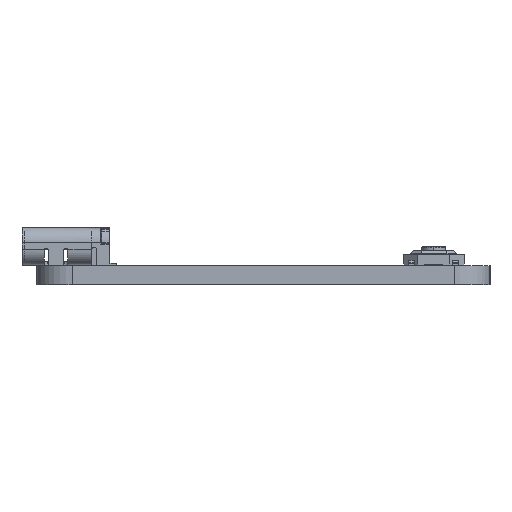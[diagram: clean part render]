
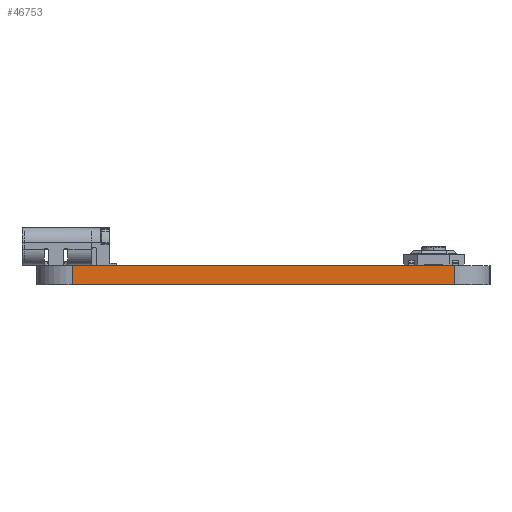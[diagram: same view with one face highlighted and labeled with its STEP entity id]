
A CAD part, left-side view. The second image highlights one B-rep face of the part: STEP entity #46753.
In plain terms, the highlighted planar face has unit normal (-1, 0, 0).
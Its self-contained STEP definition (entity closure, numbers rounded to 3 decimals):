
#40673 = PLANE('',#40674);
#40674 = AXIS2_PLACEMENT_3D('',#40675,#40676,#40677);
#40675 = CARTESIAN_POINT('',(139.77,-65.99,1.6));
#40676 = DIRECTION('',(-0.,-0.,-1.));
#40677 = DIRECTION('',(-1.,0.,0.));
#40727 = PLANE('',#40728);
#40728 = AXIS2_PLACEMENT_3D('',#40729,#40730,#40731);
#40729 = CARTESIAN_POINT('',(139.77,-65.99,0.));
#40730 = DIRECTION('',(-0.,-0.,-1.));
#40731 = DIRECTION('',(-1.,0.,0.));
#40940 = VERTEX_POINT('',#40941);
#40941 = CARTESIAN_POINT('',(64.77,-81.99,0.));
#40960 = CYLINDRICAL_SURFACE('',#40961,3.);
#40961 = AXIS2_PLACEMENT_3D('',#40962,#40963,#40964);
#40962 = CARTESIAN_POINT('',(67.77,-81.99,0.));
#40963 = DIRECTION('',(-0.,-0.,-1.));
#40964 = DIRECTION('',(1.,0.,-0.));
#40972 = EDGE_CURVE('',#40940,#40973,#40975,.T.);
#40973 = VERTEX_POINT('',#40974);
#40974 = CARTESIAN_POINT('',(64.77,-49.99,0.));
#40975 = SURFACE_CURVE('',#40976,(#40980,#40987),.PCURVE_S1.);
#40976 = LINE('',#40977,#40978);
#40977 = CARTESIAN_POINT('',(64.77,-81.99,0.));
#40978 = VECTOR('',#40979,1.);
#40979 = DIRECTION('',(0.,1.,0.));
#40980 = PCURVE('',#40727,#40981);
#40981 = DEFINITIONAL_REPRESENTATION('',(#40982),#40986);
#40982 = LINE('',#40983,#40984);
#40983 = CARTESIAN_POINT('',(75.,-16.));
#40984 = VECTOR('',#40985,1.);
#40985 = DIRECTION('',(0.,1.));
#40986 = ( GEOMETRIC_REPRESENTATION_CONTEXT(2) 
PARAMETRIC_REPRESENTATION_CONTEXT() REPRESENTATION_CONTEXT('2D SPACE',''
  ) );
#40987 = PCURVE('',#40988,#40993);
#40988 = PLANE('',#40989);
#40989 = AXIS2_PLACEMENT_3D('',#40990,#40991,#40992);
#40990 = CARTESIAN_POINT('',(64.77,-81.99,0.));
#40991 = DIRECTION('',(-1.,0.,0.));
#40992 = DIRECTION('',(0.,1.,0.));
#40993 = DEFINITIONAL_REPRESENTATION('',(#40994),#40998);
#40994 = LINE('',#40995,#40996);
#40995 = CARTESIAN_POINT('',(0.,0.));
#40996 = VECTOR('',#40997,1.);
#40997 = DIRECTION('',(1.,0.));
#40998 = ( GEOMETRIC_REPRESENTATION_CONTEXT(2) 
PARAMETRIC_REPRESENTATION_CONTEXT() REPRESENTATION_CONTEXT('2D SPACE',''
  ) );
#41021 = CYLINDRICAL_SURFACE('',#41022,3.);
#41022 = AXIS2_PLACEMENT_3D('',#41023,#41024,#41025);
#41023 = CARTESIAN_POINT('',(67.77,-49.99,0.));
#41024 = DIRECTION('',(-0.,-0.,-1.));
#41025 = DIRECTION('',(1.,0.,-0.));
#44030 = VERTEX_POINT('',#44031);
#44031 = CARTESIAN_POINT('',(64.77,-81.99,1.6));
#44057 = EDGE_CURVE('',#44030,#44058,#44060,.T.);
#44058 = VERTEX_POINT('',#44059);
#44059 = CARTESIAN_POINT('',(64.77,-49.99,1.6));
#44060 = SURFACE_CURVE('',#44061,(#44065,#44072),.PCURVE_S1.);
#44061 = LINE('',#44062,#44063);
#44062 = CARTESIAN_POINT('',(64.77,-81.99,1.6));
#44063 = VECTOR('',#44064,1.);
#44064 = DIRECTION('',(0.,1.,0.));
#44065 = PCURVE('',#40673,#44066);
#44066 = DEFINITIONAL_REPRESENTATION('',(#44067),#44071);
#44067 = LINE('',#44068,#44069);
#44068 = CARTESIAN_POINT('',(75.,-16.));
#44069 = VECTOR('',#44070,1.);
#44070 = DIRECTION('',(0.,1.));
#44071 = ( GEOMETRIC_REPRESENTATION_CONTEXT(2) 
PARAMETRIC_REPRESENTATION_CONTEXT() REPRESENTATION_CONTEXT('2D SPACE',''
  ) );
#44072 = PCURVE('',#40988,#44073);
#44073 = DEFINITIONAL_REPRESENTATION('',(#44074),#44078);
#44074 = LINE('',#44075,#44076);
#44075 = CARTESIAN_POINT('',(0.,-1.6));
#44076 = VECTOR('',#44077,1.);
#44077 = DIRECTION('',(1.,0.));
#44078 = ( GEOMETRIC_REPRESENTATION_CONTEXT(2) 
PARAMETRIC_REPRESENTATION_CONTEXT() REPRESENTATION_CONTEXT('2D SPACE',''
  ) );
#46705 = EDGE_CURVE('',#40973,#44058,#46706,.T.);
#46706 = SURFACE_CURVE('',#46707,(#46711,#46718),.PCURVE_S1.);
#46707 = LINE('',#46708,#46709);
#46708 = CARTESIAN_POINT('',(64.77,-49.99,0.));
#46709 = VECTOR('',#46710,1.);
#46710 = DIRECTION('',(0.,0.,1.));
#46711 = PCURVE('',#41021,#46712);
#46712 = DEFINITIONAL_REPRESENTATION('',(#46713),#46717);
#46713 = LINE('',#46714,#46715);
#46714 = CARTESIAN_POINT('',(-3.142,0.));
#46715 = VECTOR('',#46716,1.);
#46716 = DIRECTION('',(-0.,-1.));
#46717 = ( GEOMETRIC_REPRESENTATION_CONTEXT(2) 
PARAMETRIC_REPRESENTATION_CONTEXT() REPRESENTATION_CONTEXT('2D SPACE',''
  ) );
#46718 = PCURVE('',#40988,#46719);
#46719 = DEFINITIONAL_REPRESENTATION('',(#46720),#46724);
#46720 = LINE('',#46721,#46722);
#46721 = CARTESIAN_POINT('',(32.,0.));
#46722 = VECTOR('',#46723,1.);
#46723 = DIRECTION('',(0.,-1.));
#46724 = ( GEOMETRIC_REPRESENTATION_CONTEXT(2) 
PARAMETRIC_REPRESENTATION_CONTEXT() REPRESENTATION_CONTEXT('2D SPACE',''
  ) );
#46730 = EDGE_CURVE('',#40940,#44030,#46731,.T.);
#46731 = SURFACE_CURVE('',#46732,(#46736,#46743),.PCURVE_S1.);
#46732 = LINE('',#46733,#46734);
#46733 = CARTESIAN_POINT('',(64.77,-81.99,0.));
#46734 = VECTOR('',#46735,1.);
#46735 = DIRECTION('',(0.,0.,1.));
#46736 = PCURVE('',#40960,#46737);
#46737 = DEFINITIONAL_REPRESENTATION('',(#46738),#46742);
#46738 = LINE('',#46739,#46740);
#46739 = CARTESIAN_POINT('',(-3.142,0.));
#46740 = VECTOR('',#46741,1.);
#46741 = DIRECTION('',(-0.,-1.));
#46742 = ( GEOMETRIC_REPRESENTATION_CONTEXT(2) 
PARAMETRIC_REPRESENTATION_CONTEXT() REPRESENTATION_CONTEXT('2D SPACE',''
  ) );
#46743 = PCURVE('',#40988,#46744);
#46744 = DEFINITIONAL_REPRESENTATION('',(#46745),#46749);
#46745 = LINE('',#46746,#46747);
#46746 = CARTESIAN_POINT('',(0.,0.));
#46747 = VECTOR('',#46748,1.);
#46748 = DIRECTION('',(0.,-1.));
#46749 = ( GEOMETRIC_REPRESENTATION_CONTEXT(2) 
PARAMETRIC_REPRESENTATION_CONTEXT() REPRESENTATION_CONTEXT('2D SPACE',''
  ) );
#46753 = ADVANCED_FACE('',(#46754),#40988,.T.);
#46754 = FACE_BOUND('',#46755,.T.);
#46755 = EDGE_LOOP('',(#46756,#46757,#46758,#46759));
#46756 = ORIENTED_EDGE('',*,*,#46730,.T.);
#46757 = ORIENTED_EDGE('',*,*,#44057,.T.);
#46758 = ORIENTED_EDGE('',*,*,#46705,.F.);
#46759 = ORIENTED_EDGE('',*,*,#40972,.F.);
